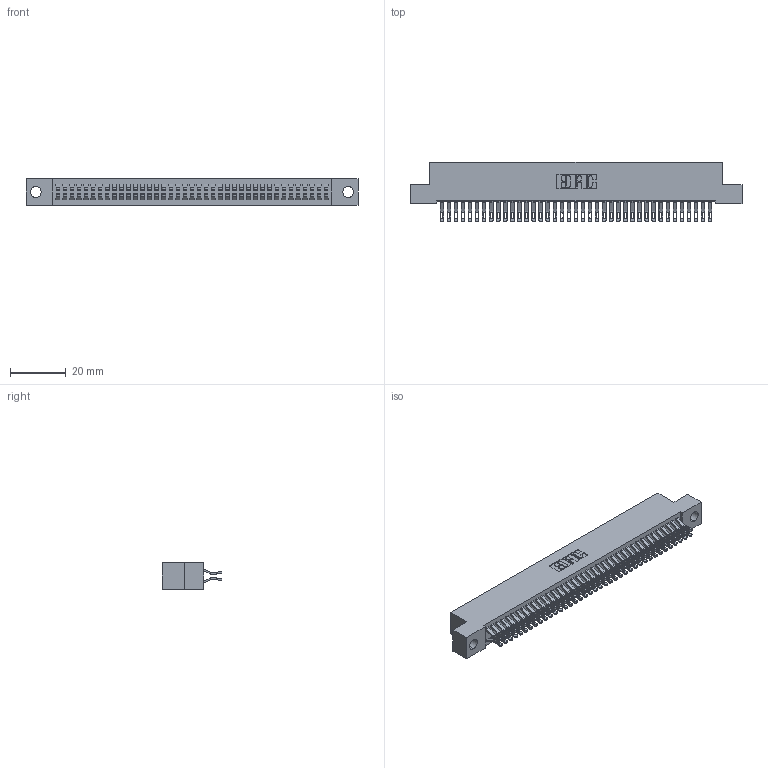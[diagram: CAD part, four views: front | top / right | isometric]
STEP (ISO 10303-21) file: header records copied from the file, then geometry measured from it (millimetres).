
FILE_DESCRIPTION (( 'STEP AP203' ), '1' );
FILE_NAME ('342-078-555-204.STEP', '2019-10-04T11:18:03', ( '' ), ( '' ), 'SwSTEP 2.0', 'SolidWorks 2016', '' );
FILE_SCHEMA (( 'CONFIG_CONTROL_DESIGN' ));
Length unit declared in the file: inch
Products named in the file (3): 342 Part_.156 TH; 345-292-001_555 Tail; 342-078-555-204
Assembly tree (79 placements, depth 2):
  342-078-555-204
    342 Part_.156 TH
    345-292-001_555 Tail  x78
Bounding box: 119.38 x 21.47 x 9.4 mm (x, y, z)
Volume: 10841.8 mm3; surface area: 18152.7 mm2
Topology: 79 solids, 79 shells, 4634 faces, 14573 edges, 9714 vertices
Faces by surface type: plane 2718, cylinder 1916
Entity records: 25675 total; most frequent: CARTESIAN_POINT 4292, ORIENTED_EDGE 4198, DIRECTION 3643, EDGE_CURVE 2099, LINE 1951, VECTOR 1951, VERTEX_POINT 1398, AXIS2_PLACEMENT_3D 846
